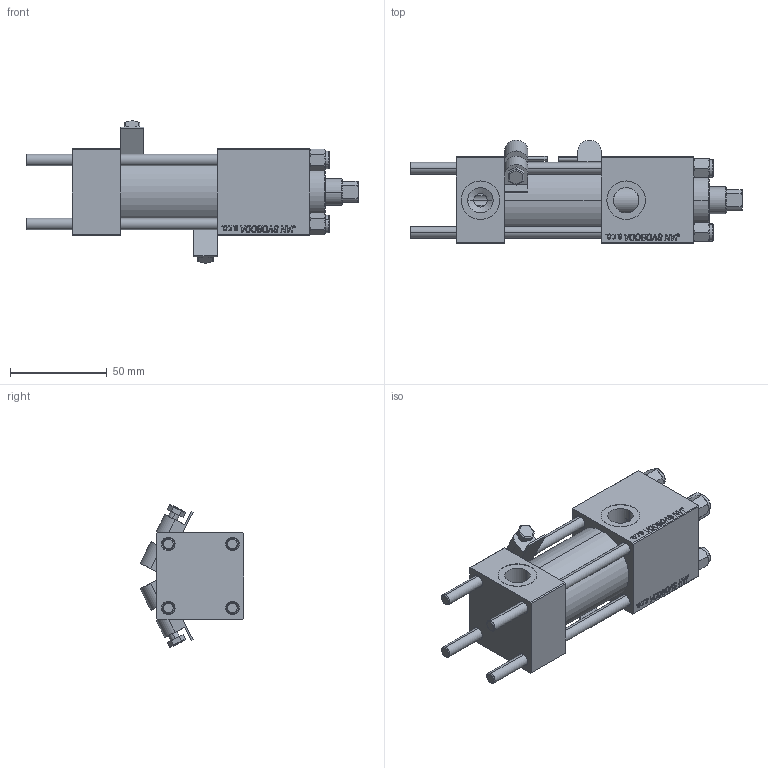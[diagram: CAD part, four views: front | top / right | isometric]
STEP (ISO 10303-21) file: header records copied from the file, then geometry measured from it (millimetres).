
FILE_DESCRIPTION (( 'STEP AP203' ), '1' );
FILE_NAME ('5446.STEP', '2023-08-26T15:56:12', ( '' ), ( '' ), 'SwSTEP 2.0', 'SolidWorks 2019', '' );
FILE_SCHEMA (( 'CONFIG_CONTROL_DESIGN' ));
Length unit declared in the file: millimetre
Products named in the file (7): V215_VC_A 65d309aed0252c1fbc0b55d2eee5d448; V215CR_BODY_A 65d309aed0252c1fbc0b55d2eee5d448; 5446; V215CR_VCP 65d309aed0252c1fbc0b55d2eee5d448; NUT_M5 65d309aed0252c1fbc0b55d2eee5d448; CR025_012_A_0_G_A_G_M_020_+#_##_TYCINKA 65d309aed0252c1fbc0b55d2eee5d448; MSRF_MSRG1 65d309aed0252c1fbc0b55d2eee5d448
Assembly tree (13 placements, depth 2):
  5446
    V215CR_BODY_A 65d309aed0252c1fbc0b55d2eee5d448
    CR025_012_A_0_G_A_G_M_020_+#_##_TYCINKA 65d309aed0252c1fbc0b55d2eee5d448  x4
    NUT_M5 65d309aed0252c1fbc0b55d2eee5d448  x4
    V215CR_VCP 65d309aed0252c1fbc0b55d2eee5d448
    V215_VC_A 65d309aed0252c1fbc0b55d2eee5d448
    MSRF_MSRG1 65d309aed0252c1fbc0b55d2eee5d448  x2
Bounding box: 172 x 53.66 x 74.05 mm (x, y, z)
Volume: 205265.2 mm3; surface area: 77021.4 mm2
Topology: 13 solids, 13 shells, 1197 faces, 3005 edges, 1947 vertices
Faces by surface type: plane 555, bspline 392, cone 136, cylinder 106, torus 8
Entity records: 50945 total; most frequent: CARTESIAN_POINT 27235, ORIENTED_EDGE 5352, DIRECTION 3386, EDGE_CURVE 2676, VERTEX_POINT 1755, VECTOR 1638, LINE 1638, EDGE_LOOP 1175
